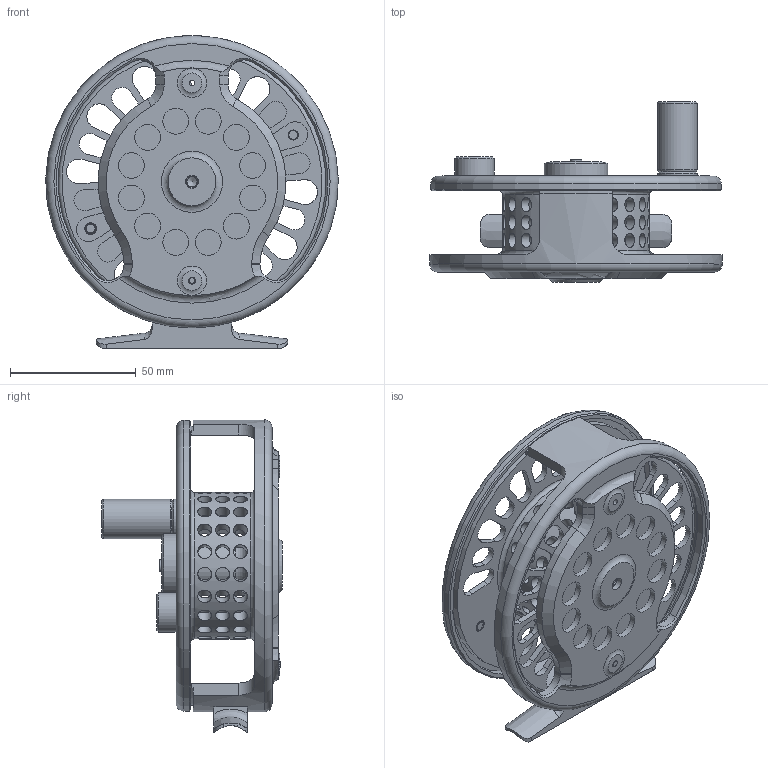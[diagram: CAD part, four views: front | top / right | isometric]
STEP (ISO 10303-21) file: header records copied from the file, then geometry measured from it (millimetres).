
FILE_DESCRIPTION(('FreeCAD Model'),'2;1');
FILE_NAME('Open CASCADE Shape Model','2025-05-03T08:53:35',('FreeCAD'),( 'FreeCAD'),'Open CASCADE STEP processor 7.6','FreeCAD','Unknown');
FILE_SCHEMA(('AUTOMOTIVE_DESIGN { 1 0 10303 214 1 1 1 1 }'));
Length unit declared in the file: millimetre
Products named in the file (1): Open CASCADE STEP translator 7.6 1
Bounding box: 116.38 x 71.86 x 124.55 mm (x, y, z)
Volume: 124899.1 mm3; surface area: 99235 mm2
Topology: 57 solids, 57 shells, 768 faces, 2113 edges, 1379 vertices
Faces by surface type: cylinder 328, plane 306, torus 41, sphere 36, cone 34, bspline 19, extrusion 4
Full cylindrical faces by diameter (mm): 2.261 x2, 2.705 x3, 2.731 x1, 3.429 x1, 3.454 x2, 3.759 x1, 3.912 x2, 4.039 x2, 4.445 x1, 4.674 x3, 4.699 x2, 4.851 x1, 5.105 x1, 5.461 x1, 5.556 x60, 6.426 x1, 6.553 x2, 7.144 x2, 7.938 x4, 8.001 x1, 9.049 x2, 9.461 x1, 9.525 x1, 9.557 x4, 10.319 x12, 11.081 x4, 11.589 x2, 12.7 x5, 13.818 x1, 13.894 x2
Entity records: 33654 total; most frequent: CARTESIAN_POINT 14547, ORIENTED_EDGE 4006, DIRECTION 3736, EDGE_CURVE 2003, AXIS2_PLACEMENT_3D 1447, VERTEX_POINT 1343, FACE_BOUND 1046, EDGE_LOOP 1010
